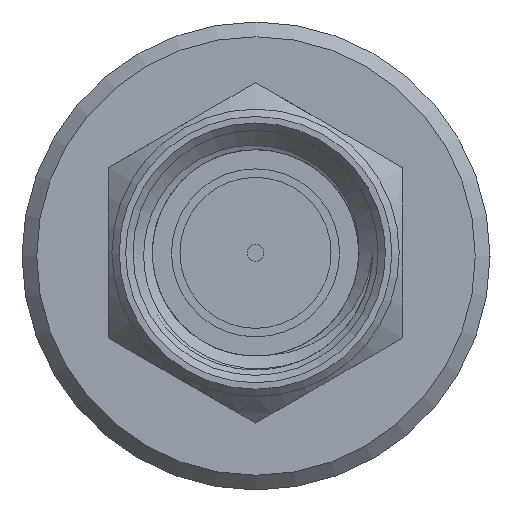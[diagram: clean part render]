
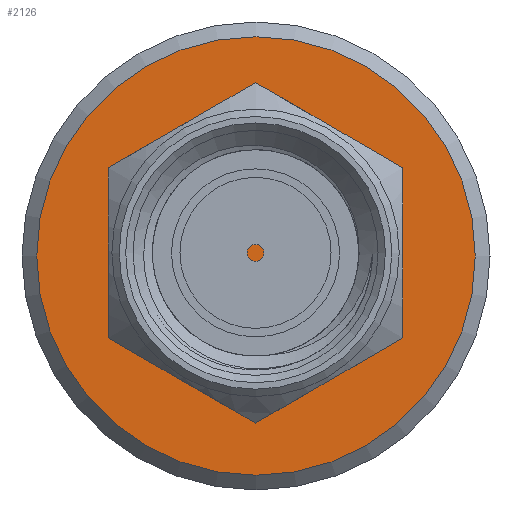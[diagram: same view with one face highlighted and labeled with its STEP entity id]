
A CAD part, left-side view. The second image highlights one B-rep face of the part: STEP entity #2126.
In plain terms, the highlighted planar face has unit normal (-1, 0, 0).
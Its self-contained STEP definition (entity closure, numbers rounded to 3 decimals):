
#154=PLANE('',#2379);
#244=FACE_OUTER_BOUND('',#380,.T.);
#380=EDGE_LOOP('',(#1760));
#505=CIRCLE('',#2378,5.95);
#974=VERTEX_POINT('',#5264);
#1249=EDGE_CURVE('',#974,#974,#505,.T.);
#1760=ORIENTED_EDGE('',*,*,#1249,.F.);
#2126=ADVANCED_FACE('',(#244),#154,.T.);
#2378=AXIS2_PLACEMENT_3D('',#5265,#2825,#2826);
#2379=AXIS2_PLACEMENT_3D('',#5267,#2828,#2829);
#2825=DIRECTION('center_axis',(1.,0.,0.));
#2826=DIRECTION('ref_axis',(0.,0.,1.));
#2828=DIRECTION('center_axis',(-1.,0.,0.));
#2829=DIRECTION('ref_axis',(0.,0.,1.));
#5264=CARTESIAN_POINT('',(0.,0.,-5.95));
#5265=CARTESIAN_POINT('Origin',(0.,0.,0.));
#5267=CARTESIAN_POINT('Origin',(0.,0.,0.));
